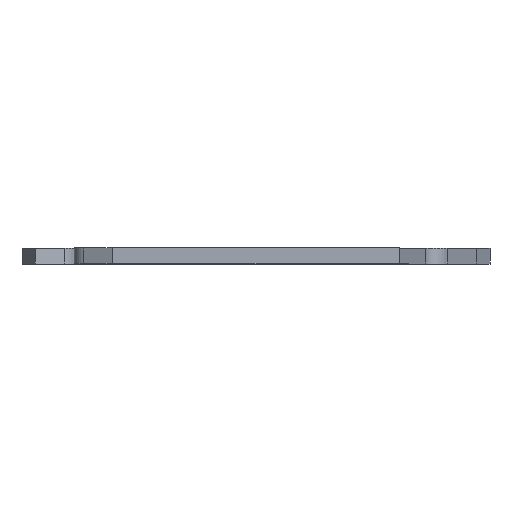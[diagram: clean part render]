
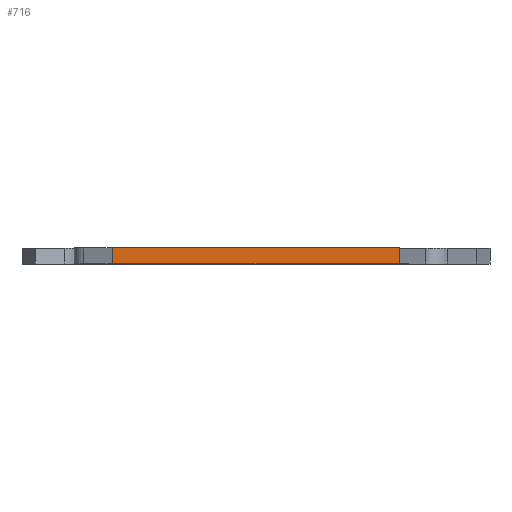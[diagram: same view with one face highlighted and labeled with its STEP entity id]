
A CAD part, top view. The second image highlights one B-rep face of the part: STEP entity #716.
In plain terms, the highlighted planar face has unit normal (0, 0, 1).
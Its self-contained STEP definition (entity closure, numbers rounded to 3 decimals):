
#47=PLANE('',#799);
#82=FACE_OUTER_BOUND('',#137,.T.);
#137=EDGE_LOOP('',(#646,#647,#648,#649));
#182=LINE('',#1150,#247);
#200=LINE('',#1194,#265);
#203=LINE('',#1200,#268);
#204=LINE('',#1202,#269);
#247=VECTOR('',#946,10.);
#265=VECTOR('',#984,10.);
#268=VECTOR('',#993,10.);
#269=VECTOR('',#996,10.);
#355=VERTEX_POINT('',#1147);
#356=VERTEX_POINT('',#1149);
#371=VERTEX_POINT('',#1191);
#372=VERTEX_POINT('',#1193);
#440=EDGE_CURVE('',#356,#355,#182,.T.);
#464=EDGE_CURVE('',#371,#372,#200,.T.);
#467=EDGE_CURVE('',#355,#372,#203,.T.);
#468=EDGE_CURVE('',#356,#371,#204,.T.);
#646=ORIENTED_EDGE('',*,*,#440,.T.);
#647=ORIENTED_EDGE('',*,*,#467,.T.);
#648=ORIENTED_EDGE('',*,*,#464,.F.);
#649=ORIENTED_EDGE('',*,*,#468,.F.);
#716=ADVANCED_FACE('',(#82),#47,.T.);
#799=AXIS2_PLACEMENT_3D('',#1201,#994,#995);
#946=DIRECTION('',(-1.,0.,0.));
#984=DIRECTION('',(-1.,0.,0.));
#993=DIRECTION('',(0.,-1.,0.));
#994=DIRECTION('center_axis',(0.,0.,1.));
#995=DIRECTION('ref_axis',(-1.,0.,0.));
#996=DIRECTION('',(0.,-1.,0.));
#1147=CARTESIAN_POINT('',(-26.993,0.,37.311));
#1149=CARTESIAN_POINT('',(26.994,0.,37.311));
#1150=CARTESIAN_POINT('',(26.994,0.,37.311));
#1191=CARTESIAN_POINT('',(26.994,-3.,37.311));
#1193=CARTESIAN_POINT('',(-26.993,-3.,37.311));
#1194=CARTESIAN_POINT('',(26.994,-3.,37.311));
#1200=CARTESIAN_POINT('',(-26.993,0.,37.311));
#1201=CARTESIAN_POINT('Origin',(26.994,0.,37.311));
#1202=CARTESIAN_POINT('',(26.994,0.,37.311));
